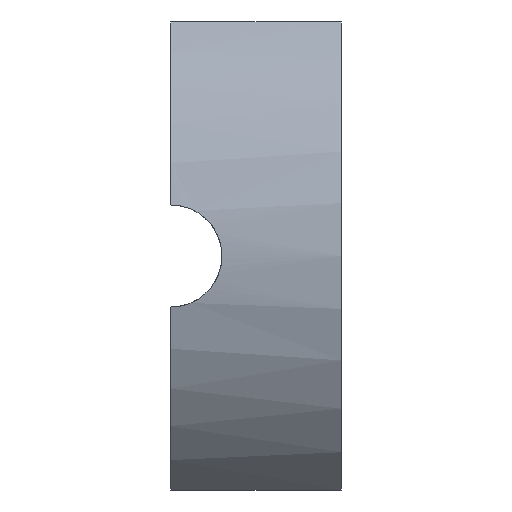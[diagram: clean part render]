
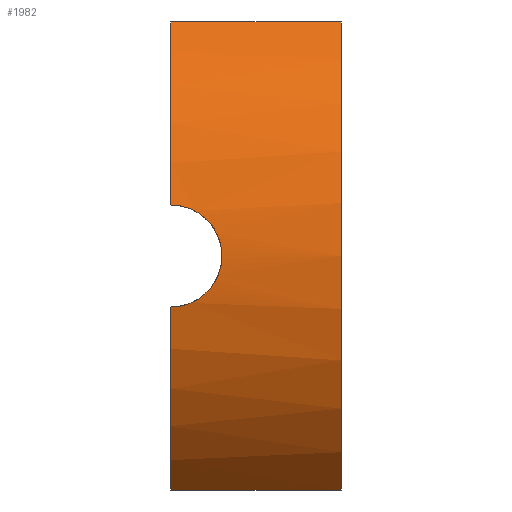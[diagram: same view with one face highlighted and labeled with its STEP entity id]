
A CAD part, left-side view. The second image highlights one B-rep face of the part: STEP entity #1982.
In plain terms, the highlighted cylindrical face has radius 18 mm (diameter 36 mm), a partial arc.
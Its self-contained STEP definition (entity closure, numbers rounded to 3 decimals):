
#45 = EDGE_CURVE ( 'NONE', #331, #457, #684, .T. ) ;
#52 = CARTESIAN_POINT ( 'NONE',  ( -17.891, 7.738, -1.98 ) ) ;
#62 = CARTESIAN_POINT ( 'NONE',  ( -17.748, 10., -3. ) ) ;
#83 = CARTESIAN_POINT ( 'NONE',  ( -17.858, 8.017, -2.26 ) ) ;
#98 = VECTOR ( 'NONE', #1449, 1000. ) ;
#149 = CIRCLE ( 'NONE', #1610, 18. ) ;
#157 = CARTESIAN_POINT ( 'NONE',  ( -11.616, 0., -13.75 ) ) ;
#187 = EDGE_CURVE ( 'NONE', #1773, #897, #258, .T. ) ;
#190 = CARTESIAN_POINT ( 'NONE',  ( -11.616, 10., -13.75 ) ) ;
#197 = ORIENTED_EDGE ( 'NONE', *, *, #45, .F. ) ;
#199 = CARTESIAN_POINT ( 'NONE',  ( -17.938, 7.397, 1.505 ) ) ;
#218 = CARTESIAN_POINT ( 'NONE',  ( -17.952, 7.303, -1.329 ) ) ;
#236 = CARTESIAN_POINT ( 'NONE',  ( -17.764, 9.218, -2.903 ) ) ;
#245 = DIRECTION ( 'NONE',  ( 0., 0., 1. ) ) ;
#247 = DIRECTION ( 'NONE',  ( 0., 0., 1. ) ) ;
#258 = CIRCLE ( 'NONE', #1330, 18. ) ;
#308 = CARTESIAN_POINT ( 'NONE',  ( -17.797, 8.669, 2.696 ) ) ;
#329 = ORIENTED_EDGE ( 'NONE', *, *, #811, .T. ) ;
#331 = VERTEX_POINT ( 'NONE', #157 ) ;
#350 = CARTESIAN_POINT ( 'NONE',  ( -17.748, 10., 3. ) ) ;
#423 = EDGE_LOOP ( 'NONE', ( #1667, #1841, #627, #197, #329, #1920 ) ) ;
#451 = EDGE_CURVE ( 'NONE', #897, #511, #1306, .T. ) ;
#457 = VERTEX_POINT ( 'NONE', #1735 ) ;
#494 = CARTESIAN_POINT ( 'NONE',  ( -17.748, 9.801, 3. ) ) ;
#511 = VERTEX_POINT ( 'NONE', #665 ) ;
#620 = CARTESIAN_POINT ( 'NONE',  ( -17.748, 10., 3. ) ) ;
#627 = ORIENTED_EDGE ( 'NONE', *, *, #1582, .F. ) ;
#664 = CARTESIAN_POINT ( 'NONE',  ( -17.997, 7.019, -0.393 ) ) ;
#665 = CARTESIAN_POINT ( 'NONE',  ( -11.616, 0., 13.75 ) ) ;
#684 = LINE ( 'NONE', #190, #708 ) ;
#708 = VECTOR ( 'NONE', #1891, 1000. ) ;
#719 = CARTESIAN_POINT ( 'NONE',  ( 0., 10., 0. ) ) ;
#772 = CARTESIAN_POINT ( 'NONE',  ( -17.858, 8.017, 2.259 ) ) ;
#811 = EDGE_CURVE ( 'NONE', #331, #511, #1401, .T. ) ;
#818 = CARTESIAN_POINT ( 'NONE',  ( -17.774, 9.031, -2.846 ) ) ;
#831 = CARTESIAN_POINT ( 'NONE',  ( -17.811, 8.492, -2.601 ) ) ;
#867 = B_SPLINE_CURVE_WITH_KNOTS ( 'NONE', 3,
 ( #350, #494, #1537, #962, #1234, #308, #1083, #931, #772, #1617, #1144, #199, #1754, #1926, #1791, #1004, #995, #974, #664, #1914, #1600, #218, #1315, #1162, #52, #83, #1905, #831, #1293, #818, #236, #1014, #1765, #62 ),
 .UNSPECIFIED., .F., .F.,
 ( 4, 2, 2, 2, 2, 2, 2, 2, 2, 2, 2, 2, 2, 2, 2, 2, 4 ),
 ( 0., 0.001, 0.001, 0.002, 0.002, 0.003, 0.004, 0.004, 0.005, 0.005, 0.006, 0.006, 0.007, 0.008, 0.008, 0.009, 0.009 ),
 .UNSPECIFIED. ) ;
#897 = VERTEX_POINT ( 'NONE', #1749 ) ;
#931 = CARTESIAN_POINT ( 'NONE',  ( -17.842, 8.171, 2.386 ) ) ;
#934 = VERTEX_POINT ( 'NONE', #1009 ) ;
#962 = CARTESIAN_POINT ( 'NONE',  ( -17.764, 9.222, 2.904 ) ) ;
#974 = CARTESIAN_POINT ( 'NONE',  ( -18., 7., -0.194 ) ) ;
#995 = CARTESIAN_POINT ( 'NONE',  ( -18., 7., 0.198 ) ) ;
#1004 = CARTESIAN_POINT ( 'NONE',  ( -17.997, 7.019, 0.393 ) ) ;
#1009 = CARTESIAN_POINT ( 'NONE',  ( -17.748, 10., -3. ) ) ;
#1014 = CARTESIAN_POINT ( 'NONE',  ( -17.752, 9.603, -2.98 ) ) ;
#1056 = CARTESIAN_POINT ( 'NONE',  ( 0., 10., 0. ) ) ;
#1083 = CARTESIAN_POINT ( 'NONE',  ( -17.811, 8.497, 2.603 ) ) ;
#1144 = CARTESIAN_POINT ( 'NONE',  ( -17.907, 7.617, 1.832 ) ) ;
#1162 = CARTESIAN_POINT ( 'NONE',  ( -17.908, 7.614, -1.828 ) ) ;
#1207 = FACE_OUTER_BOUND ( 'NONE', #423, .T. ) ;
#1234 = CARTESIAN_POINT ( 'NONE',  ( -17.774, 9.032, 2.846 ) ) ;
#1293 = CARTESIAN_POINT ( 'NONE',  ( -17.797, 8.668, -2.695 ) ) ;
#1306 = LINE ( 'NONE', #1755, #98 ) ;
#1310 = CARTESIAN_POINT ( 'NONE',  ( 0., 0., 0. ) ) ;
#1315 = CARTESIAN_POINT ( 'NONE',  ( -17.938, 7.397, -1.504 ) ) ;
#1330 = AXIS2_PLACEMENT_3D ( 'NONE', #1056, #1651, #247 ) ;
#1353 = DIRECTION ( 'NONE',  ( 0., 0., -1. ) ) ;
#1401 = CIRCLE ( 'NONE', #1660, 18. ) ;
#1429 = EDGE_CURVE ( 'NONE', #1773, #934, #867, .T. ) ;
#1449 = DIRECTION ( 'NONE',  ( 0., -1., 0. ) ) ;
#1502 = CARTESIAN_POINT ( 'NONE',  ( 0., 10., 0. ) ) ;
#1527 = DIRECTION ( 'NONE',  ( 0., 1., 0. ) ) ;
#1537 = CARTESIAN_POINT ( 'NONE',  ( -17.752, 9.606, 2.98 ) ) ;
#1582 = EDGE_CURVE ( 'NONE', #457, #934, #149, .T. ) ;
#1600 = CARTESIAN_POINT ( 'NONE',  ( -17.975, 7.153, -0.965 ) ) ;
#1610 = AXIS2_PLACEMENT_3D ( 'NONE', #719, #1527, #245 ) ;
#1617 = CARTESIAN_POINT ( 'NONE',  ( -17.891, 7.741, 1.983 ) ) ;
#1651 = DIRECTION ( 'NONE',  ( 0., 1., 0. ) ) ;
#1660 = AXIS2_PLACEMENT_3D ( 'NONE', #1310, #1921, #1910 ) ;
#1667 = ORIENTED_EDGE ( 'NONE', *, *, #187, .F. ) ;
#1679 = CYLINDRICAL_SURFACE ( 'NONE', #1797, 18. ) ;
#1735 = CARTESIAN_POINT ( 'NONE',  ( -11.616, 10., -13.75 ) ) ;
#1749 = CARTESIAN_POINT ( 'NONE',  ( -11.616, 10., 13.75 ) ) ;
#1754 = CARTESIAN_POINT ( 'NONE',  ( -17.952, 7.304, 1.331 ) ) ;
#1755 = CARTESIAN_POINT ( 'NONE',  ( -11.616, 10., 13.75 ) ) ;
#1765 = CARTESIAN_POINT ( 'NONE',  ( -17.748, 9.801, -3. ) ) ;
#1773 = VERTEX_POINT ( 'NONE', #620 ) ;
#1791 = CARTESIAN_POINT ( 'NONE',  ( -17.984, 7.097, 0.781 ) ) ;
#1797 = AXIS2_PLACEMENT_3D ( 'NONE', #1502, #1828, #1353 ) ;
#1828 = DIRECTION ( 'NONE',  ( 0., -1., 0. ) ) ;
#1841 = ORIENTED_EDGE ( 'NONE', *, *, #1429, .T. ) ;
#1891 = DIRECTION ( 'NONE',  ( 0., 1., 0. ) ) ;
#1905 = CARTESIAN_POINT ( 'NONE',  ( -17.842, 8.168, -2.384 ) ) ;
#1910 = DIRECTION ( 'NONE',  ( 0., 0., 1. ) ) ;
#1914 = CARTESIAN_POINT ( 'NONE',  ( -17.984, 7.096, -0.778 ) ) ;
#1920 = ORIENTED_EDGE ( 'NONE', *, *, #451, .F. ) ;
#1921 = DIRECTION ( 'NONE',  ( 0., 1., 0. ) ) ;
#1926 = CARTESIAN_POINT ( 'NONE',  ( -17.975, 7.154, 0.97 ) ) ;
#1982 = ADVANCED_FACE ( 'NONE', ( #1207 ), #1679, .T. ) ;
